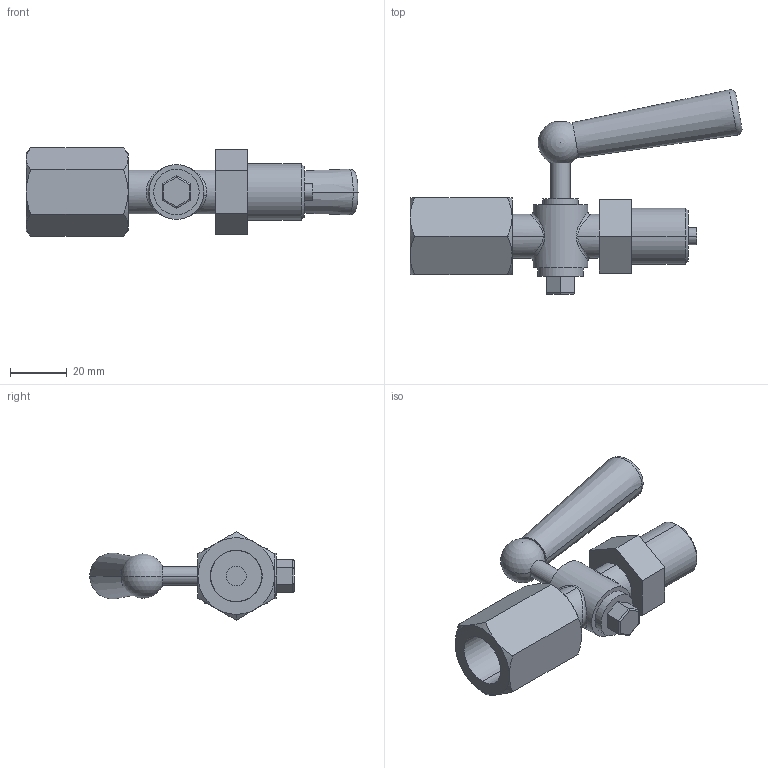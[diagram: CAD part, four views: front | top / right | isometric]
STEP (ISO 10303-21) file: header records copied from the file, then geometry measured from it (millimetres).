
FILE_DESCRIPTION (( 'STEP AP203' ), '1' );
FILE_NAME ('Kohout tlakomerovy 2-cestny.STEP', '2013-02-20T11:25:24', ( 'Uzivatel' ), ( 'HP' ), 'SwSTEP 2.0', 'SolidWorks 2012', '' );
FILE_SCHEMA (( 'CONFIG_CONTROL_DESIGN' ));
Length unit declared in the file: millimetre
Products named in the file (1): Kohout tlakomerovy 2-cestny
Bounding box: 116.97 x 72.06 x 31.18 mm (x, y, z)
Volume: 53648.5 mm3; surface area: 17773.4 mm2
Topology: 4 solids, 4 shells, 98 faces, 219 edges, 136 vertices
Faces by surface type: plane 38, cylinder 30, cone 22, bspline 4, torus 2, sphere 2
Entity records: 3793 total; most frequent: CARTESIAN_POINT 1616, DIRECTION 440, ORIENTED_EDGE 426, EDGE_CURVE 213, AXIS2_PLACEMENT_3D 178, VERTEX_POINT 132, EDGE_LOOP 109, FACE_OUTER_BOUND 98
